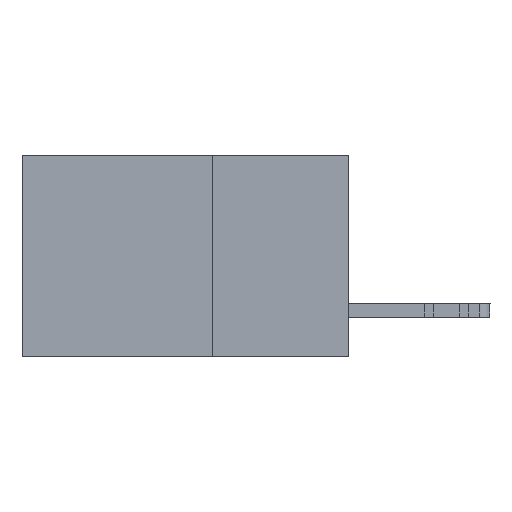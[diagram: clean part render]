
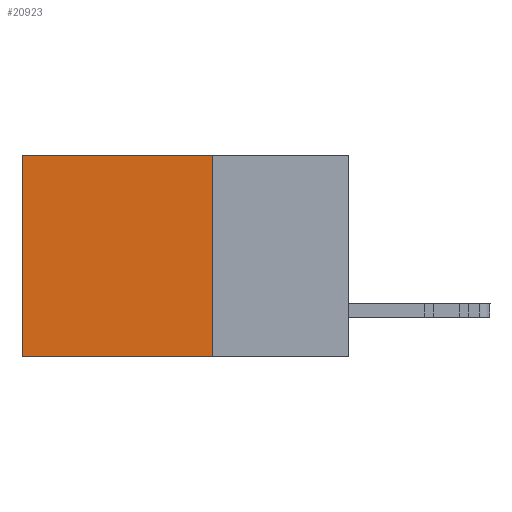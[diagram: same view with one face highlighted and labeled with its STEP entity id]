
A CAD part, left-side view. The second image highlights one B-rep face of the part: STEP entity #20923.
In plain terms, the highlighted planar face has unit normal (-1, 0, 0).
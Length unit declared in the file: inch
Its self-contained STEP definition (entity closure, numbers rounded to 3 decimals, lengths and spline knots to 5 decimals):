
#538 = EDGE_CURVE ( 'NONE', #12271, #18430, #6061, .T. ) ;
#1512 = CARTESIAN_POINT ( 'NONE',  ( 0.2615, 0.25, -0.37 ) ) ;
#1674 = ORIENTED_EDGE ( 'NONE', *, *, #6655, .F. ) ;
#1912 = DIRECTION ( 'NONE',  ( 0., 1., 0. ) ) ;
#2146 = LINE ( 'NONE', #10997, #22056 ) ;
#2670 = ORIENTED_EDGE ( 'NONE', *, *, #4242, .T. ) ;
#2683 = DIRECTION ( 'NONE',  ( 0., 0., -1. ) ) ;
#2925 = CARTESIAN_POINT ( 'NONE',  ( 0.2615, 0.6, -0.37 ) ) ;
#3172 = ORIENTED_EDGE ( 'NONE', *, *, #20359, .T. ) ;
#4155 = CARTESIAN_POINT ( 'NONE',  ( 0.2615, 0.25, -0.37 ) ) ;
#4242 = EDGE_CURVE ( 'NONE', #14687, #13635, #17178, .T. ) ;
#4408 = CARTESIAN_POINT ( 'NONE',  ( 0.2615, 0.6, 0. ) ) ;
#6007 = CARTESIAN_POINT ( 'NONE',  ( 0.2615, 0.25, 0. ) ) ;
#6061 = LINE ( 'NONE', #4155, #12988 ) ;
#6655 = EDGE_CURVE ( 'NONE', #18430, #13635, #2146, .T. ) ;
#6689 = CARTESIAN_POINT ( 'NONE',  ( 0.2615, 0.25, -0.37 ) ) ;
#7811 = DIRECTION ( 'NONE',  ( 0., 1., 0. ) ) ;
#7980 = DIRECTION ( 'NONE',  ( 0., 0., -1. ) ) ;
#8606 = FACE_OUTER_BOUND ( 'NONE', #18520, .T. ) ;
#10401 = DIRECTION ( 'NONE',  ( 1., 0., 0. ) ) ;
#10523 = DIRECTION ( 'NONE',  ( 0., 0., -1. ) ) ;
#10997 = CARTESIAN_POINT ( 'NONE',  ( 0.2615, 0.25, -0.37 ) ) ;
#12271 = VERTEX_POINT ( 'NONE', #22479 ) ;
#12277 = AXIS2_PLACEMENT_3D ( 'NONE', #6689, #10401, #10523 ) ;
#12988 = VECTOR ( 'NONE', #7980, 39.37008 ) ;
#13635 = VERTEX_POINT ( 'NONE', #15045 ) ;
#14283 = VECTOR ( 'NONE', #2683, 39.37008 ) ;
#14687 = VERTEX_POINT ( 'NONE', #4408 ) ;
#15045 = CARTESIAN_POINT ( 'NONE',  ( 0.2615, 0.6, -0.37 ) ) ;
#15122 = LINE ( 'NONE', #6007, #18024 ) ;
#15892 = ORIENTED_EDGE ( 'NONE', *, *, #538, .F. ) ;
#17178 = LINE ( 'NONE', #2925, #14283 ) ;
#18024 = VECTOR ( 'NONE', #7811, 39.37008 ) ;
#18430 = VERTEX_POINT ( 'NONE', #1512 ) ;
#18520 = EDGE_LOOP ( 'NONE', ( #2670, #1674, #15892, #3172 ) ) ;
#19649 = PLANE ( 'NONE',  #12277 ) ;
#20359 = EDGE_CURVE ( 'NONE', #12271, #14687, #15122, .T. ) ;
#20923 = ADVANCED_FACE ( 'NONE', ( #8606 ), #19649, .F. ) ;
#22056 = VECTOR ( 'NONE', #1912, 39.37008 ) ;
#22479 = CARTESIAN_POINT ( 'NONE',  ( 0.2615, 0.25, 0. ) ) ;
